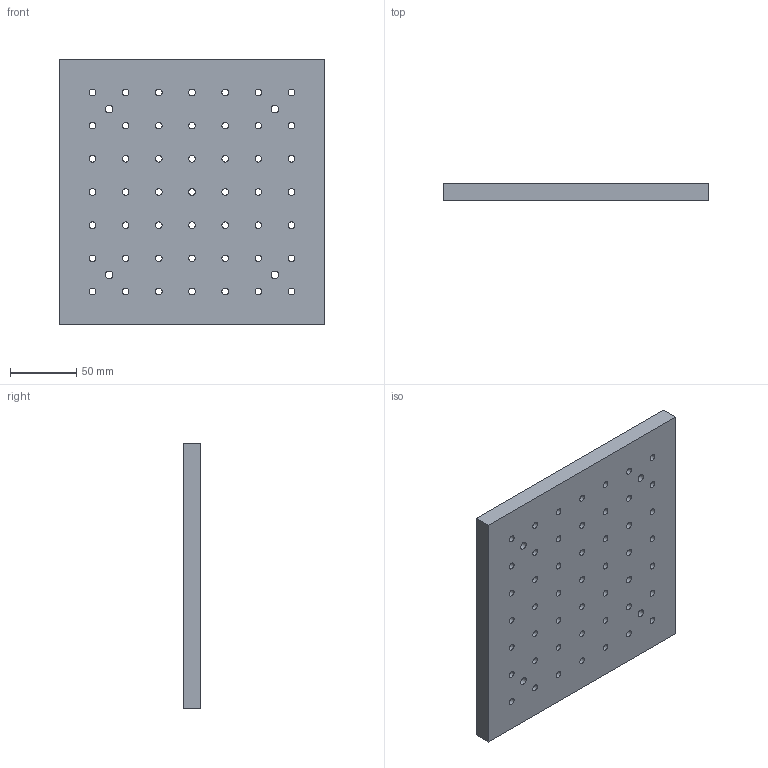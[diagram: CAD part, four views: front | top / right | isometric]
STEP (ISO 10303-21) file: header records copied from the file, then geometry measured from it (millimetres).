
FILE_DESCRIPTION (( 'STEP AP203' ), '1' );
FILE_NAME ('516000.STEP', '2025-04-28T04:05:54', ( 'Windows User' ), ( 'P R C' ), 'SwSTEP 2.0', 'SolidWorks 2020', '' );
FILE_SCHEMA (( 'CONFIG_CONTROL_DESIGN' ));
Length unit declared in the file: millimetre
Products named in the file (1): 516000
Bounding box: 200 x 13 x 200 mm (x, y, z)
Volume: 504334.7 mm3; surface area: 99642.6 mm2
Topology: 1 solids, 1 shells, 67 faces, 185 edges, 124 vertices
Faces by surface type: cylinder 57, plane 10
Full cylindrical faces by diameter (mm): 5 x49, 5.8 x4, 11 x4
Entity records: 2195 total; most frequent: DIRECTION 376, CARTESIAN_POINT 316, ORIENTED_EDGE 252, EDGE_LOOP 234, AXIS2_PLACEMENT_3D 182, EDGE_CURVE 126, FACE_OUTER_BOUND 124, VERTEX_POINT 122
